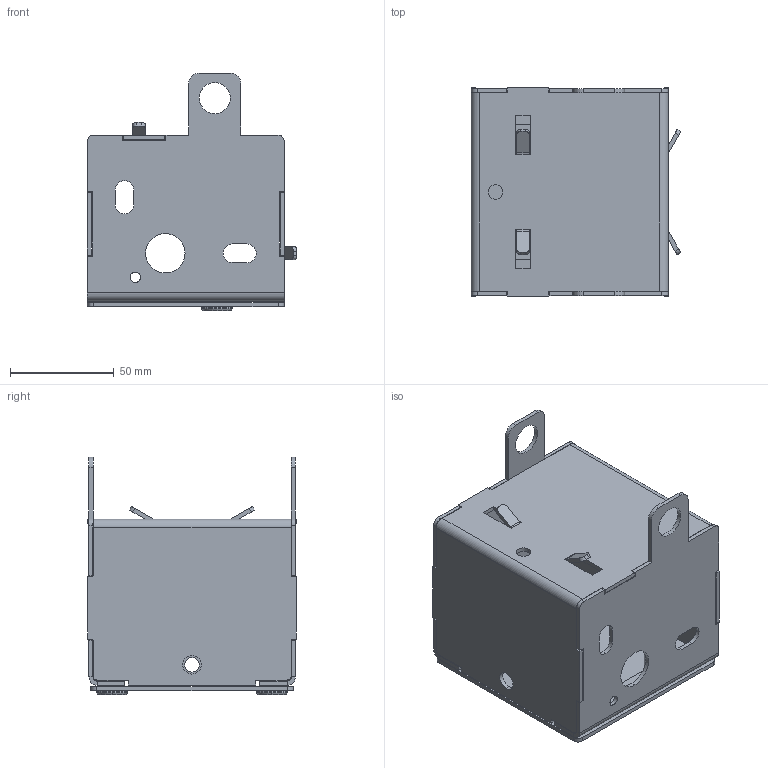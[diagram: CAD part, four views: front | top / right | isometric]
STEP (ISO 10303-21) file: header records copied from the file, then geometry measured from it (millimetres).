
FILE_DESCRIPTION (( 'STEP AP214' ), '1' );
FILE_NAME ('708.100.STEP', '2024-10-28T06:24:28', ( '' ), ( '' ), 'SwSTEP 2.0', 'SolidWorks 2021', '' );
FILE_SCHEMA (( 'AUTOMOTIVE_DESIGN' ));
Length unit declared in the file: millimetre
Products named in the file (7): Âèíò Ì6õ16 ìåáåëüíûé; 708.100; Çàêëåïêà ðåçüáîâàÿ Ì6 øåñòèãðàííàÿ ñ óìåíüøåííûì áîðòîì; 708.000.02; 708.100.03; 708.000.02-2; 708.100.01
Assembly tree (8 placements, depth 2):
  708.100
    708.000.02
    708.100.01
    708.100.03
    708.000.02-2
    Çàêëåïêà ðåçüáîâàÿ Ì6 øåñòèãðàííàÿ ñ óìåíüøåííûì áîðòîì  x2
    Âèíò Ì6õ16 ìåáåëüíûé  x2
Bounding box: 101.09 x 100.4 x 114.6 mm (x, y, z)
Volume: 103098.7 mm3; surface area: 109851.1 mm2
Topology: 8 solids, 8 shells, 482 faces, 1260 edges, 796 vertices
Faces by surface type: plane 254, cylinder 184, cone 28, bspline 12, torus 4
Entity records: 15352 total; most frequent: CARTESIAN_POINT 6032, ORIENTED_EDGE 1948, DIRECTION 1792, EDGE_CURVE 974, LINE 678, VECTOR 678, VERTEX_POINT 618, AXIS2_PLACEMENT_3D 557
